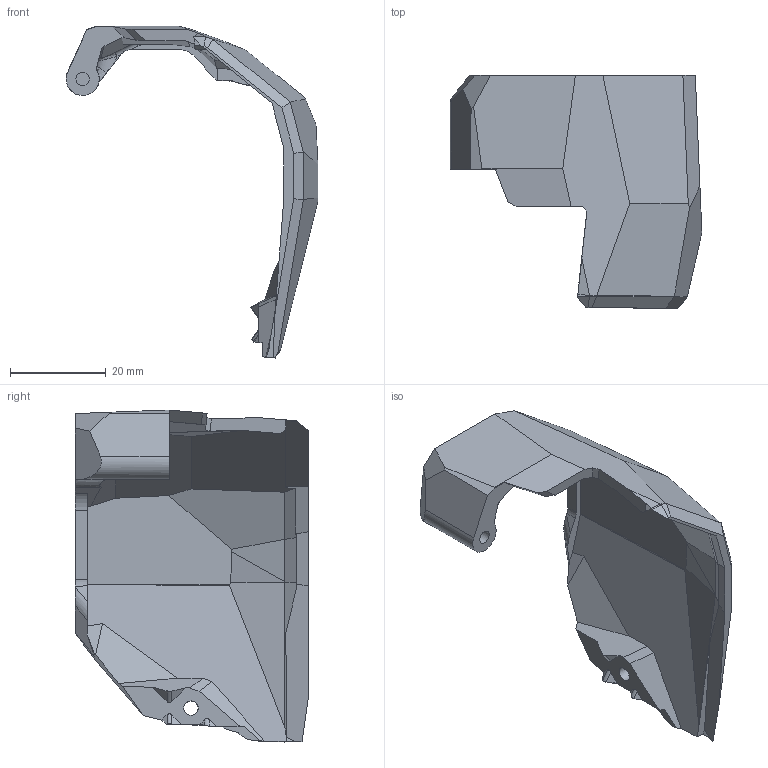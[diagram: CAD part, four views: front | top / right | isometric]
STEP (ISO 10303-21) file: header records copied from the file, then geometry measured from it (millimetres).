
FILE_DESCRIPTION(/* description */ (''),/* implementation_level */ '2;1');
FILE_NAME(/* name */ 'cable_cover_for_pcb.step',/* time_stamp */ '2023-01-20T15:30:26-08:00',/* author */ (''),/* organization */ (''),/* preprocessor_version */ 'ST-DEVELOPER v19.2',/* originating_system */ 'Autodesk Translation Framework v11.17.0.187',/* authorisation */ '');
FILE_SCHEMA (('AUTOMOTIVE_DESIGN { 1 0 10303 214 3 1 1 }'));
Length unit declared in the file: millimetre
Products named in the file (1): cable_cover_for_pcb
Bounding box: 52.47 x 48.61 x 69.2 mm (x, y, z)
Volume: 11399.9 mm3; surface area: 9944.8 mm2
Topology: 1 solids, 1 shells, 147 faces, 425 edges, 281 vertices
Faces by surface type: plane 124, cylinder 18, bspline 5
Full cylindrical faces by diameter (mm): 2.8 x1, 3 x1
Entity records: 5361 total; most frequent: CARTESIAN_POINT 1459, ORIENTED_EDGE 850, DIRECTION 735, EDGE_CURVE 425, LINE 363, VECTOR 363, VERTEX_POINT 281, AXIS2_PLACEMENT_3D 186
